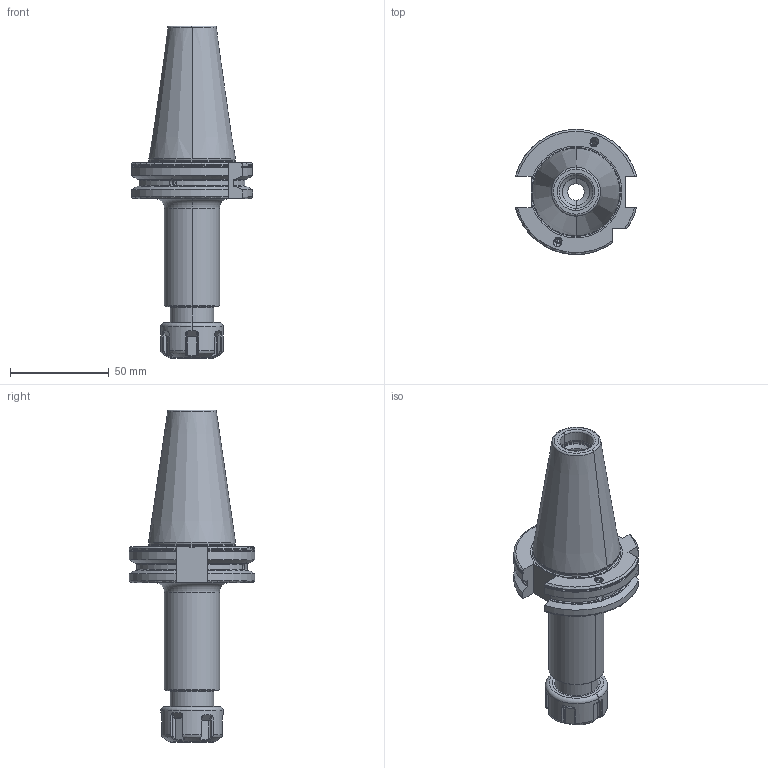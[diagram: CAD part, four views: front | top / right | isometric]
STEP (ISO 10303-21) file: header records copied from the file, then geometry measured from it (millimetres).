
FILE_DESCRIPTION((''),'2;1');
FILE_NAME('DC_403_02_10_1','2020-11-26T',('104091'),(''),'CREO PARAMETRIC BY PTC INC, 2016260','CREO PARAMETRIC BY PTC INC, 2016260','');
FILE_SCHEMA(('CONFIG_CONTROL_DESIGN'));
Length unit declared in the file: millimetre
Products named in the file (1): DC_403_02_10_1
Bounding box: 61.48 x 63.54 x 168.4 mm (x, y, z)
Volume: 141753.8 mm3; surface area: 32393.3 mm2
Topology: 1 solids, 1 shells, 365 faces, 901 edges, 549 vertices
Faces by surface type: cylinder 88, plane 84, torus 63, bspline 60, cone 58, sphere 12
Entity records: 13985 total; most frequent: CARTESIAN_POINT 5824, ORIENTED_EDGE 1792, DIRECTION 1547, EDGE_CURVE 896, AXIS2_PLACEMENT_3D 605, VERTEX_POINT 543, EDGE_LOOP 381, FACE_OUTER_BOUND 365
